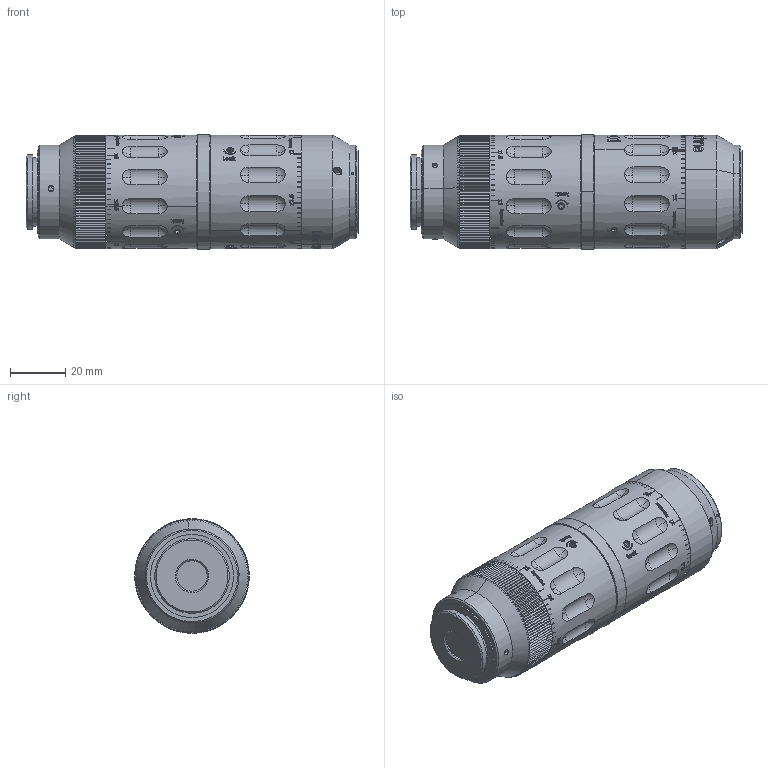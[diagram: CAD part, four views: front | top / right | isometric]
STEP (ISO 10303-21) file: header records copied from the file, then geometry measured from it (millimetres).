
FILE_DESCRIPTION (( 'STEP AP203' ), '1' );
FILE_NAME ('VBE-1X-4X-XXXX-XXXX-B.STEP', '2020-05-14T11:08:12', ( '' ), ( '' ), 'SwSTEP 2.0', 'SolidWorks 2019', '' );
FILE_SCHEMA (( 'CONFIG_CONTROL_DESIGN' ));
Products named in the file (1): VBE-1X-4X-XXXX-XXXX-B
Bounding box: 120 x 41.5 x 41.5 mm (x, y, z)
Volume: 141887.4 mm3; surface area: 20185.1 mm2
Topology: 1 solids, 2 shells, 2586 faces, 6787 edges, 4508 vertices
Faces by surface type: plane 1234, bspline 747, cylinder 467, sphere 98, cone 40
Entity records: 124204 total; most frequent: CARTESIAN_POINT 66511, ORIENTED_EDGE 13566, DIRECTION 9176, EDGE_CURVE 6783, VERTEX_POINT 4508, AXIS2_PLACEMENT_3D 3344, EDGE_LOOP 2895, B_SPLINE_CURVE_WITH_KNOTS 2791
